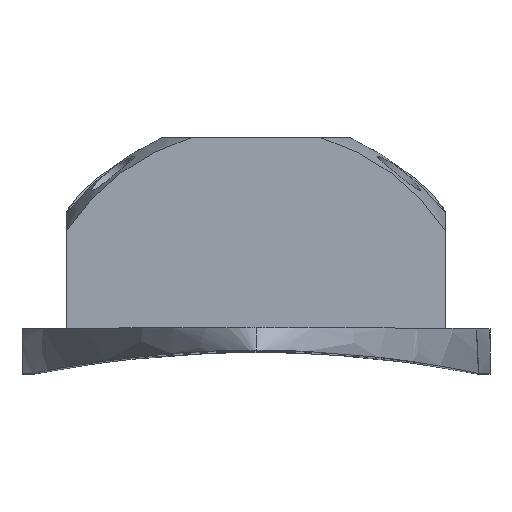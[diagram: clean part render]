
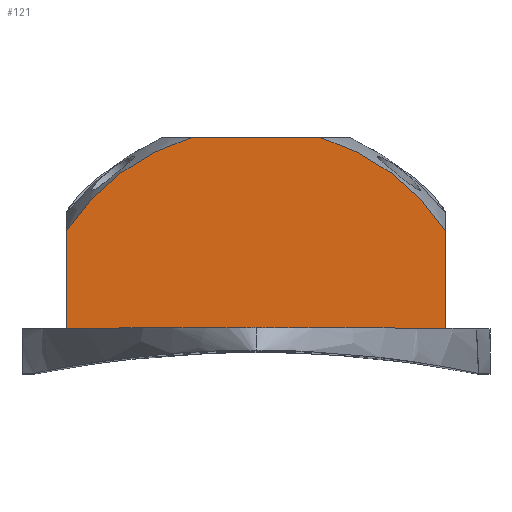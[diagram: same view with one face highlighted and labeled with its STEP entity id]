
A CAD part, top view. The second image highlights one B-rep face of the part: STEP entity #121.
In plain terms, the highlighted planar face has unit normal (0, 0, 1).
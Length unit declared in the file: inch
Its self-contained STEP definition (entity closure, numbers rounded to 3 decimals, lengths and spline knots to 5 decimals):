
#23 = CARTESIAN_POINT ( 'NONE',  ( 0.17975, 0.5925, 2.652 ) ) ;
#121 = ADVANCED_FACE ( 'NONE', ( #725 ), #2283, .F. ) ;
#139 = AXIS2_PLACEMENT_3D ( 'NONE', #1727, #718, #2029 ) ;
#140 = EDGE_LOOP ( 'NONE', ( #3655, #2796, #281, #1807, #2502, #2211, #3999, #2449, #1925, #1534, #3026, #1171 ) ) ;
#155 = CARTESIAN_POINT ( 'NONE',  ( -0.17872, -0.0375, 2.652 ) ) ;
#168 = DIRECTION ( 'NONE',  ( -1., 0., 0. ) ) ;
#173 = VERTEX_POINT ( 'NONE', #1403 ) ;
#194 = EDGE_CURVE ( 'NONE', #173, #4017, #2330, .T. ) ;
#202 = VECTOR ( 'NONE', #1796, 39.37008 ) ;
#281 = ORIENTED_EDGE ( 'NONE', *, *, #2624, .F. ) ;
#316 = CARTESIAN_POINT ( 'NONE',  ( 0., -0.01, 2.652 ) ) ;
#428 = CARTESIAN_POINT ( 'NONE',  ( -0.5255, 0.0625, 2.652 ) ) ;
#434 = CARTESIAN_POINT ( 'NONE',  ( -0.5255, 0.0625, 2.652 ) ) ;
#490 = LINE ( 'NONE', #1770, #624 ) ;
#510 = CARTESIAN_POINT ( 'NONE',  ( -0.8615, 0.5925, 2.652 ) ) ;
#513 = AXIS2_PLACEMENT_3D ( 'NONE', #155, #3651, #3381 ) ;
#540 = CIRCLE ( 'NONE', #139, 0.1 ) ;
#624 = VECTOR ( 'NONE', #2418, 39.37008 ) ;
#672 = DIRECTION ( 'NONE',  ( 0., 1., 0. ) ) ;
#718 = DIRECTION ( 'NONE',  ( 0., 0., -1. ) ) ;
#725 = FACE_OUTER_BOUND ( 'NONE', #140, .T. ) ;
#789 = LINE ( 'NONE', #2078, #2446 ) ;
#819 = VECTOR ( 'NONE', #672, 39.37008 ) ;
#838 = CARTESIAN_POINT ( 'NONE',  ( 0., -0.01, 2.652 ) ) ;
#884 = LINE ( 'NONE', #510, #202 ) ;
#944 = CARTESIAN_POINT ( 'NONE',  ( -0.5255, 0.3352, 2.652 ) ) ;
#977 = CARTESIAN_POINT ( 'NONE',  ( 0.5255, 0.0625, 2.652 ) ) ;
#1019 = EDGE_CURVE ( 'NONE', #3218, #3040, #3102, .T. ) ;
#1131 = VERTEX_POINT ( 'NONE', #2901 ) ;
#1171 = ORIENTED_EDGE ( 'NONE', *, *, #2851, .T. ) ;
#1173 = EDGE_CURVE ( 'NONE', #173, #1131, #2521, .T. ) ;
#1187 = AXIS2_PLACEMENT_3D ( 'NONE', #2016, #1996, #3290 ) ;
#1270 = LINE ( 'NONE', #2596, #4085 ) ;
#1280 = DIRECTION ( 'NONE',  ( -1., 0., 0. ) ) ;
#1298 = CARTESIAN_POINT ( 'NONE',  ( -0.5255, 0.0625, 2.652 ) ) ;
#1395 = EDGE_CURVE ( 'NONE', #2603, #4017, #789, .T. ) ;
#1403 = CARTESIAN_POINT ( 'NONE',  ( -0.2755, -0.01233, 2.652 ) ) ;
#1522 = VERTEX_POINT ( 'NONE', #977 ) ;
#1534 = ORIENTED_EDGE ( 'NONE', *, *, #2835, .T. ) ;
#1727 = CARTESIAN_POINT ( 'NONE',  ( 0.17872, -0.0375, 2.652 ) ) ;
#1737 = LINE ( 'NONE', #3653, #2892 ) ;
#1739 = VERTEX_POINT ( 'NONE', #2872 ) ;
#1770 = CARTESIAN_POINT ( 'NONE',  ( 0.2755, 0.6625, 2.652 ) ) ;
#1796 = DIRECTION ( 'NONE',  ( 1., 0., 0. ) ) ;
#1807 = ORIENTED_EDGE ( 'NONE', *, *, #4092, .T. ) ;
#1907 = EDGE_CURVE ( 'NONE', #3433, #1131, #2932, .T. ) ;
#1925 = ORIENTED_EDGE ( 'NONE', *, *, #1395, .F. ) ;
#1953 = DIRECTION ( 'NONE',  ( 1., 0., 0. ) ) ;
#1965 = CARTESIAN_POINT ( 'NONE',  ( 0.5255, 0.3352, 2.652 ) ) ;
#1996 = DIRECTION ( 'NONE',  ( 0., 0., -1. ) ) ;
#2009 = LINE ( 'NONE', #428, #2420 ) ;
#2016 = CARTESIAN_POINT ( 'NONE',  ( -0.5255, 0.6625, 2.652 ) ) ;
#2029 = DIRECTION ( 'NONE',  ( -1., 0., 0. ) ) ;
#2078 = CARTESIAN_POINT ( 'NONE',  ( -0.5255, 0.0625, 2.652 ) ) ;
#2149 = CARTESIAN_POINT ( 'NONE',  ( 0.17872, 0.0625, 2.652 ) ) ;
#2159 = DIRECTION ( 'NONE',  ( -1., 0., 0. ) ) ;
#2191 = VERTEX_POINT ( 'NONE', #2430 ) ;
#2211 = ORIENTED_EDGE ( 'NONE', *, *, #1907, .T. ) ;
#2229 = VERTEX_POINT ( 'NONE', #2472 ) ;
#2283 = PLANE ( 'NONE',  #1187 ) ;
#2294 = VECTOR ( 'NONE', #1953, 39.37008 ) ;
#2299 = CIRCLE ( 'NONE', #3895, 0.62874 ) ;
#2330 = CIRCLE ( 'NONE', #513, 0.1 ) ;
#2407 = EDGE_CURVE ( 'NONE', #3218, #1522, #1737, .T. ) ;
#2418 = DIRECTION ( 'NONE',  ( 0., -1., 0. ) ) ;
#2420 = VECTOR ( 'NONE', #2657, 39.37008 ) ;
#2430 = CARTESIAN_POINT ( 'NONE',  ( -0.17975, 0.5925, 2.652 ) ) ;
#2433 = AXIS2_PLACEMENT_3D ( 'NONE', #316, #3803, #1280 ) ;
#2446 = VECTOR ( 'NONE', #2159, 39.37008 ) ;
#2449 = ORIENTED_EDGE ( 'NONE', *, *, #194, .T. ) ;
#2472 = CARTESIAN_POINT ( 'NONE',  ( 0.2755, -0.01233, 2.652 ) ) ;
#2502 = ORIENTED_EDGE ( 'NONE', *, *, #3805, .T. ) ;
#2521 = LINE ( 'NONE', #4100, #819 ) ;
#2596 = CARTESIAN_POINT ( 'NONE',  ( -0.5255, 0.6625, 2.652 ) ) ;
#2603 = VERTEX_POINT ( 'NONE', #2149 ) ;
#2624 = EDGE_CURVE ( 'NONE', #2191, #3040, #884, .T. ) ;
#2657 = DIRECTION ( 'NONE',  ( 1., 0., 0. ) ) ;
#2796 = ORIENTED_EDGE ( 'NONE', *, *, #1019, .T. ) ;
#2835 = EDGE_CURVE ( 'NONE', #2603, #2229, #540, .T. ) ;
#2851 = EDGE_CURVE ( 'NONE', #1739, #1522, #2009, .T. ) ;
#2872 = CARTESIAN_POINT ( 'NONE',  ( 0.2755, 0.0625, 2.652 ) ) ;
#2892 = VECTOR ( 'NONE', #3891, 39.37008 ) ;
#2901 = CARTESIAN_POINT ( 'NONE',  ( -0.2755, 0.0625, 2.652 ) ) ;
#2930 = DIRECTION ( 'NONE',  ( 0., -1., 0. ) ) ;
#2932 = LINE ( 'NONE', #434, #2294 ) ;
#3026 = ORIENTED_EDGE ( 'NONE', *, *, #4147, .F. ) ;
#3040 = VERTEX_POINT ( 'NONE', #23 ) ;
#3092 = VERTEX_POINT ( 'NONE', #944 ) ;
#3102 = CIRCLE ( 'NONE', #2433, 0.62874 ) ;
#3130 = CARTESIAN_POINT ( 'NONE',  ( -0.17872, 0.0625, 2.652 ) ) ;
#3218 = VERTEX_POINT ( 'NONE', #1965 ) ;
#3290 = DIRECTION ( 'NONE',  ( -1., 0., 0. ) ) ;
#3381 = DIRECTION ( 'NONE',  ( -1., 0., 0. ) ) ;
#3433 = VERTEX_POINT ( 'NONE', #1298 ) ;
#3441 = DIRECTION ( 'NONE',  ( 0., 0., 1. ) ) ;
#3651 = DIRECTION ( 'NONE',  ( 0., 0., -1. ) ) ;
#3653 = CARTESIAN_POINT ( 'NONE',  ( 0.5255, 0.6625, 2.652 ) ) ;
#3655 = ORIENTED_EDGE ( 'NONE', *, *, #2407, .F. ) ;
#3803 = DIRECTION ( 'NONE',  ( 0., 0., 1. ) ) ;
#3805 = EDGE_CURVE ( 'NONE', #3092, #3433, #1270, .T. ) ;
#3891 = DIRECTION ( 'NONE',  ( 0., -1., 0. ) ) ;
#3895 = AXIS2_PLACEMENT_3D ( 'NONE', #838, #3441, #168 ) ;
#3999 = ORIENTED_EDGE ( 'NONE', *, *, #1173, .F. ) ;
#4017 = VERTEX_POINT ( 'NONE', #3130 ) ;
#4085 = VECTOR ( 'NONE', #2930, 39.37008 ) ;
#4092 = EDGE_CURVE ( 'NONE', #2191, #3092, #2299, .T. ) ;
#4100 = CARTESIAN_POINT ( 'NONE',  ( -0.2755, 0.6625, 2.652 ) ) ;
#4147 = EDGE_CURVE ( 'NONE', #1739, #2229, #490, .T. ) ;
